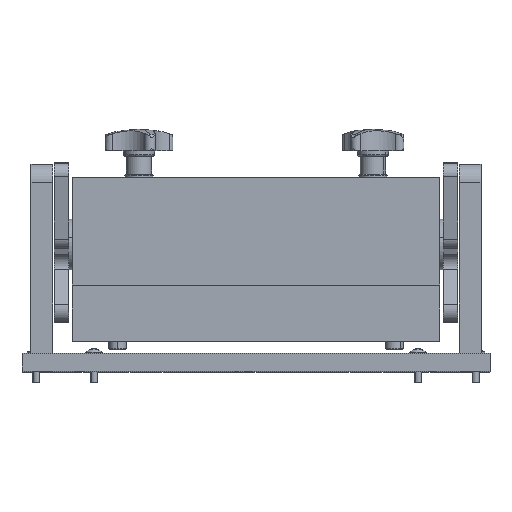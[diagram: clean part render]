
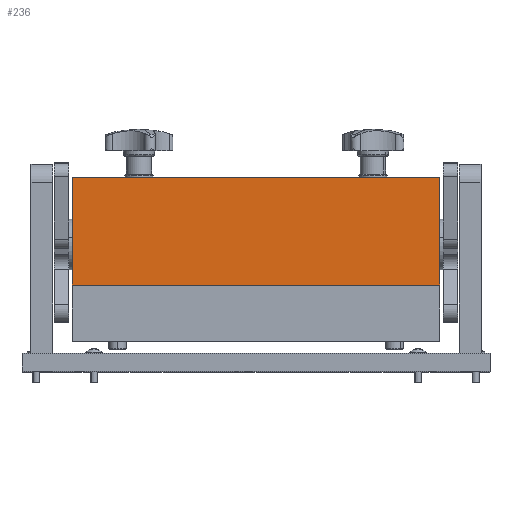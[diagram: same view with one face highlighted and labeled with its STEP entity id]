
A CAD part, top view. The second image highlights one B-rep face of the part: STEP entity #236.
In plain terms, the highlighted face is planar.
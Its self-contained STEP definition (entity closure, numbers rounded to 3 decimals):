
#236 = ADVANCED_FACE ( 'NONE', ( #7743 ), #5398, .F. ) ;
#393 = ORIENTED_EDGE ( 'NONE', *, *, #9186, .F. ) ;
#539 = LINE ( 'NONE', #1028, #4862 ) ;
#546 = DIRECTION ( 'NONE',  ( 0., 0., 1. ) ) ;
#706 = DIRECTION ( 'NONE',  ( -1., 0., 0. ) ) ;
#740 = EDGE_CURVE ( 'NONE', #975, #9814, #10784, .T. ) ;
#975 = VERTEX_POINT ( 'NONE', #3132 ) ;
#1028 = CARTESIAN_POINT ( 'NONE',  ( 102., 0., 0. ) ) ;
#1360 = DIRECTION ( 'NONE',  ( 0., 1., 0. ) ) ;
#1460 = VERTEX_POINT ( 'NONE', #8691 ) ;
#2005 = DIRECTION ( 'NONE',  ( -1., 0., 0. ) ) ;
#2117 = ORIENTED_EDGE ( 'NONE', *, *, #740, .T. ) ;
#2142 = VECTOR ( 'NONE', #706, 1000. ) ;
#2341 = DIRECTION ( 'NONE',  ( 0., -1., 0. ) ) ;
#3132 = CARTESIAN_POINT ( 'NONE',  ( -102., 0., 0. ) ) ;
#4280 = CARTESIAN_POINT ( 'NONE',  ( -102., 60., 0. ) ) ;
#4467 = CARTESIAN_POINT ( 'NONE',  ( 102., 60., 0. ) ) ;
#4862 = VECTOR ( 'NONE', #2005, 1000. ) ;
#5305 = VERTEX_POINT ( 'NONE', #8768 ) ;
#5398 = PLANE ( 'NONE',  #10666 ) ;
#5847 = CARTESIAN_POINT ( 'NONE',  ( 102., 60., 0. ) ) ;
#5851 = CARTESIAN_POINT ( 'NONE',  ( 102., 60., 0. ) ) ;
#5986 = LINE ( 'NONE', #5851, #2142 ) ;
#7743 = FACE_OUTER_BOUND ( 'NONE', #7916, .T. ) ;
#7842 = CARTESIAN_POINT ( 'NONE',  ( -102., 60., 0. ) ) ;
#7916 = EDGE_LOOP ( 'NONE', ( #2117, #12159, #393, #8286 ) ) ;
#8180 = LINE ( 'NONE', #5847, #11745 ) ;
#8286 = ORIENTED_EDGE ( 'NONE', *, *, #10796, .T. ) ;
#8691 = CARTESIAN_POINT ( 'NONE',  ( 102., 60., 0. ) ) ;
#8768 = CARTESIAN_POINT ( 'NONE',  ( 102., 0., 0. ) ) ;
#9186 = EDGE_CURVE ( 'NONE', #5305, #1460, #8180, .T. ) ;
#9814 = VERTEX_POINT ( 'NONE', #7842 ) ;
#10666 = AXIS2_PLACEMENT_3D ( 'NONE', #4467, #546, #2341 ) ;
#10784 = LINE ( 'NONE', #4280, #11101 ) ;
#10796 = EDGE_CURVE ( 'NONE', #5305, #975, #539, .T. ) ;
#11101 = VECTOR ( 'NONE', #1360, 1000. ) ;
#11629 = EDGE_CURVE ( 'NONE', #1460, #9814, #5986, .T. ) ;
#11745 = VECTOR ( 'NONE', #11838, 1000. ) ;
#11838 = DIRECTION ( 'NONE',  ( 0., 1., 0. ) ) ;
#12159 = ORIENTED_EDGE ( 'NONE', *, *, #11629, .F. ) ;
